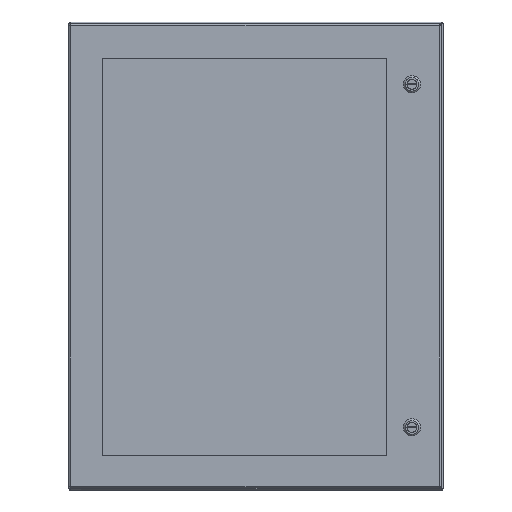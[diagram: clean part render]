
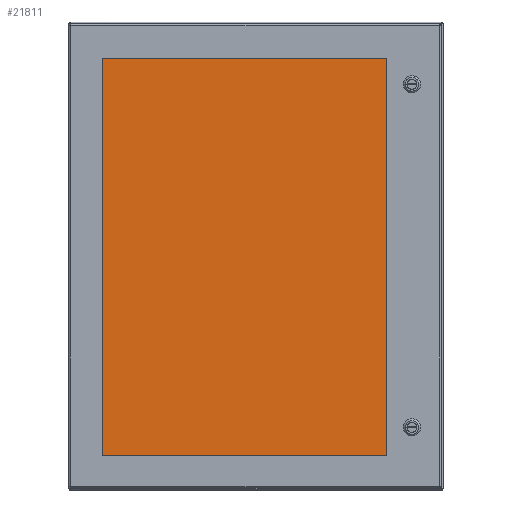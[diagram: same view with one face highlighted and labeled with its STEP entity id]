
A CAD part, top view. The second image highlights one B-rep face of the part: STEP entity #21811.
In plain terms, the highlighted planar face has unit normal (0, 0, 1).
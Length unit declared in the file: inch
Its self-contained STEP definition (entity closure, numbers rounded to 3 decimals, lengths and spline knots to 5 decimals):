
#21669=CARTESIAN_POINT('',(0.0,0.0,0.25));
#21670=VERTEX_POINT('',#21669);
#21671=CARTESIAN_POINT('',(0.,26.5,0.25));
#21672=VERTEX_POINT('',#21671);
#21673=CARTESIAN_POINT('',(0.0,0.0,0.25));
#21674=DIRECTION('',(0.0,1.0,0.0));
#21675=VECTOR('',#21674,26.5);
#21676=LINE('',#21673,#21675);
#21677=EDGE_CURVE('',#21670,#21672,#21676,.T.);
#21709=CARTESIAN_POINT('',(19.25,26.5,0.25));
#21710=VERTEX_POINT('',#21709);
#21711=CARTESIAN_POINT('',(0.,26.5,0.25));
#21712=DIRECTION('',(1.0,0.0,0.0));
#21713=VECTOR('',#21712,19.25);
#21714=LINE('',#21711,#21713);
#21715=EDGE_CURVE('',#21672,#21710,#21714,.T.);
#21740=CARTESIAN_POINT('',(19.25,0.,0.25));
#21741=VERTEX_POINT('',#21740);
#21742=CARTESIAN_POINT('',(19.25,26.5,0.25));
#21743=DIRECTION('',(0.0,-1.0,0.0));
#21744=VECTOR('',#21743,26.5);
#21745=LINE('',#21742,#21744);
#21746=EDGE_CURVE('',#21710,#21741,#21745,.T.);
#21771=CARTESIAN_POINT('',(19.25,0.,0.25));
#21772=DIRECTION('',(-1.0,0.0,0.0));
#21773=VECTOR('',#21772,19.25);
#21774=LINE('',#21771,#21773);
#21775=EDGE_CURVE('',#21741,#21670,#21774,.T.);
#21800=CARTESIAN_POINT('',(9.625,13.25,0.25));
#21801=DIRECTION('',(0.0,0.0,1.0));
#21802=DIRECTION('',(1.0,0.0,0.0));
#21803=AXIS2_PLACEMENT_3D('',#21800,#21801,#21802);
#21804=PLANE('',#21803);
#21805=ORIENTED_EDGE('',*,*,#21677,.F.);
#21806=ORIENTED_EDGE('',*,*,#21775,.F.);
#21807=ORIENTED_EDGE('',*,*,#21746,.F.);
#21808=ORIENTED_EDGE('',*,*,#21715,.F.);
#21809=EDGE_LOOP('',(#21805,#21806,#21807,#21808));
#21810=FACE_OUTER_BOUND('',#21809,.T.);
#21811=ADVANCED_FACE('',(#21810),#21804,.T.);
